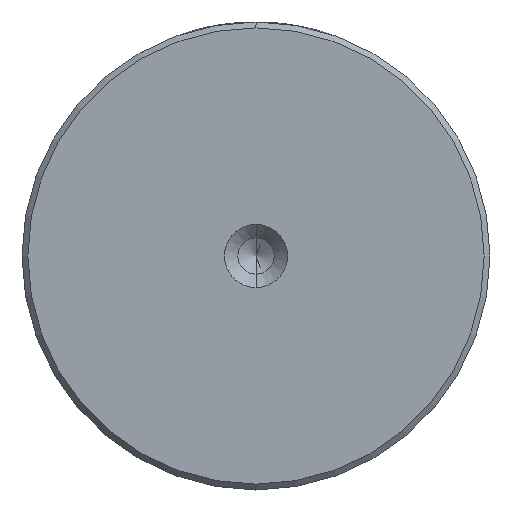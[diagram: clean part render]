
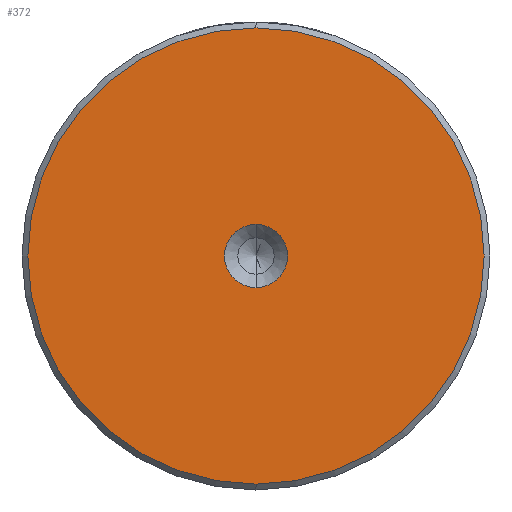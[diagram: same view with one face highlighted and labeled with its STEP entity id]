
A CAD part, left-side view. The second image highlights one B-rep face of the part: STEP entity #372.
In plain terms, the highlighted planar face has unit normal (-1, 0, 0).
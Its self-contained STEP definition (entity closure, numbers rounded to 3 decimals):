
#22 = EDGE_CURVE ( 'NONE', #947, #876, #1022, .T. ) ;
#165 = CARTESIAN_POINT ( 'NONE',  ( 0., 0., 0. ) ) ;
#269 = AXIS2_PLACEMENT_3D ( 'NONE', #165, #2554, #1384 ) ;
#362 = DIRECTION ( 'NONE',  ( 0., 0., 1. ) ) ;
#372 = ADVANCED_FACE ( 'NONE', ( #1848, #2427 ), #1761, .T. ) ;
#454 = CARTESIAN_POINT ( 'NONE',  ( 0., 0., 0. ) ) ;
#531 = CARTESIAN_POINT ( 'NONE',  ( 0., 0., 0. ) ) ;
#566 = DIRECTION ( 'NONE',  ( -1., 0., 0. ) ) ;
#576 = EDGE_CURVE ( 'NONE', #876, #947, #1547, .T. ) ;
#642 = DIRECTION ( 'NONE',  ( 0., 0., 1. ) ) ;
#767 = CARTESIAN_POINT ( 'NONE',  ( 0., 0., 0. ) ) ;
#770 = AXIS2_PLACEMENT_3D ( 'NONE', #454, #1830, #642 ) ;
#876 = VERTEX_POINT ( 'NONE', #1350 ) ;
#926 = EDGE_LOOP ( 'NONE', ( #1071, #1988 ) ) ;
#947 = VERTEX_POINT ( 'NONE', #1237 ) ;
#976 = EDGE_CURVE ( 'NONE', #1367, #1390, #1260, .T. ) ;
#1022 = CIRCLE ( 'NONE', #1904, 19.5 ) ;
#1071 = ORIENTED_EDGE ( 'NONE', *, *, #1121, .F. ) ;
#1121 = EDGE_CURVE ( 'NONE', #1390, #1367, #1582, .T. ) ;
#1130 = DIRECTION ( 'NONE',  ( -1., 0., 0. ) ) ;
#1237 = CARTESIAN_POINT ( 'NONE',  ( 0., 0., -19.5 ) ) ;
#1238 = DIRECTION ( 'NONE',  ( 0., 0., 1. ) ) ;
#1260 = CIRCLE ( 'NONE', #770, 2.7 ) ;
#1304 = CARTESIAN_POINT ( 'NONE',  ( 0., 0., 2.7 ) ) ;
#1350 = CARTESIAN_POINT ( 'NONE',  ( 0., 0., 19.5 ) ) ;
#1367 = VERTEX_POINT ( 'NONE', #1479 ) ;
#1380 = ORIENTED_EDGE ( 'NONE', *, *, #22, .T. ) ;
#1384 = DIRECTION ( 'NONE',  ( 0., 0., 1. ) ) ;
#1389 = EDGE_LOOP ( 'NONE', ( #1380, #2102 ) ) ;
#1390 = VERTEX_POINT ( 'NONE', #1304 ) ;
#1479 = CARTESIAN_POINT ( 'NONE',  ( 0., 0., -2.7 ) ) ;
#1547 = CIRCLE ( 'NONE', #2399, 19.5 ) ;
#1582 = CIRCLE ( 'NONE', #1960, 2.7 ) ;
#1761 = PLANE ( 'NONE',  #269 ) ;
#1830 = DIRECTION ( 'NONE',  ( -1., 0., 0. ) ) ;
#1848 = FACE_OUTER_BOUND ( 'NONE', #1389, .T. ) ;
#1904 = AXIS2_PLACEMENT_3D ( 'NONE', #767, #566, #362 ) ;
#1960 = AXIS2_PLACEMENT_3D ( 'NONE', #2296, #1130, #2494 ) ;
#1988 = ORIENTED_EDGE ( 'NONE', *, *, #976, .F. ) ;
#2102 = ORIENTED_EDGE ( 'NONE', *, *, #576, .T. ) ;
#2296 = CARTESIAN_POINT ( 'NONE',  ( 0., 0., 0. ) ) ;
#2399 = AXIS2_PLACEMENT_3D ( 'NONE', #531, #2404, #1238 ) ;
#2404 = DIRECTION ( 'NONE',  ( -1., 0., 0. ) ) ;
#2427 = FACE_BOUND ( 'NONE', #926, .T. ) ;
#2494 = DIRECTION ( 'NONE',  ( 0., 0., 1. ) ) ;
#2554 = DIRECTION ( 'NONE',  ( -1., 0., 0. ) ) ;
